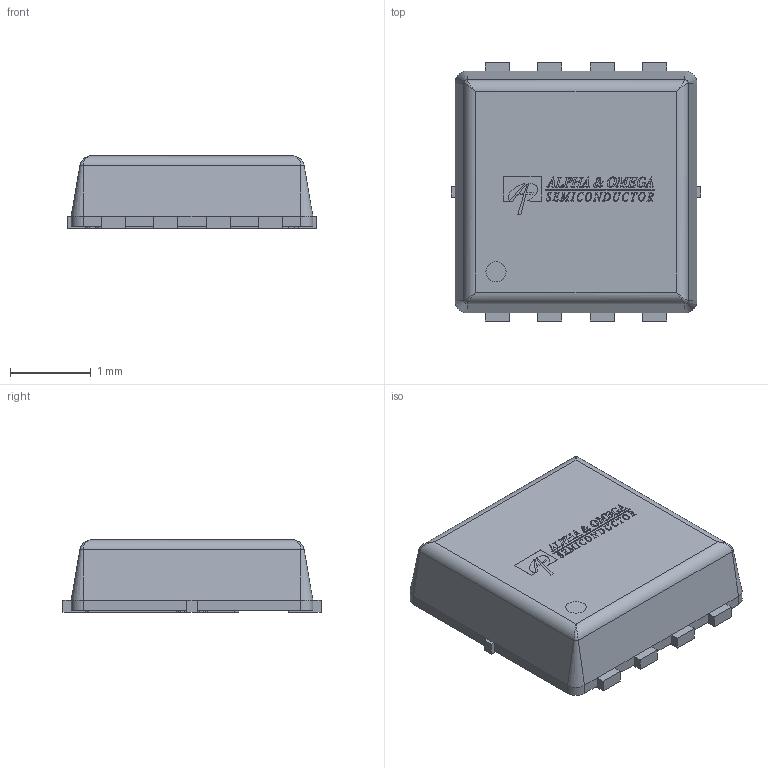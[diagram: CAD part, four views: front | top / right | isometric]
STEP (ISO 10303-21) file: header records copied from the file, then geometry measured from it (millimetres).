
FILE_DESCRIPTION (( 'STEP AP214' ), '1' );
FILE_NAME ('AON7401.STEP', '2022-10-17T10:25:58', ( '' ), ( '' ), 'SwSTEP 2.0', 'SolidWorks 2022', '' );
FILE_SCHEMA (( 'AUTOMOTIVE_DESIGN' ));
Length unit declared in the file: millimetre
Products named in the file (3): Alpha and Omega Logo; AON7401
Assembly tree (2 placements, depth 2):
  AON7401
    AON7401
    Alpha and Omega Logo
Bounding box: 3.1 x 3.2 x 0.9 mm (x, y, z)
Volume: 7.4 mm3; surface area: 27.8 mm2
Topology: 27 solids, 27 shells, 590 faces, 1569 edges, 1030 vertices
Faces by surface type: bspline 278, plane 260, cylinder 48, cone 4
Entity records: 21938 total; most frequent: CARTESIAN_POINT 7455, ORIENTED_EDGE 3130, DIRECTION 1726, EDGE_CURVE 1565, VERTEX_POINT 1030, LINE 916, VECTOR 916, EDGE_LOOP 615
